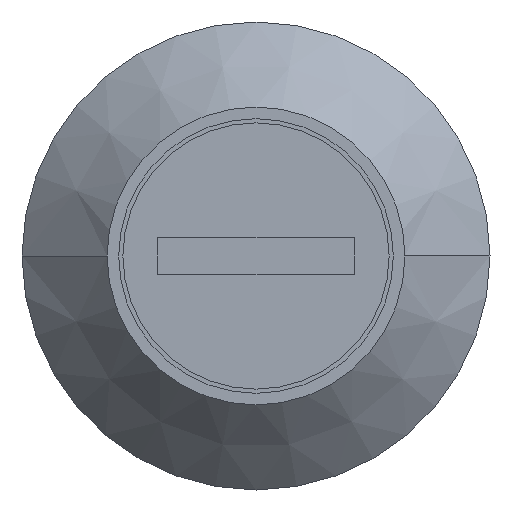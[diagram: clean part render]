
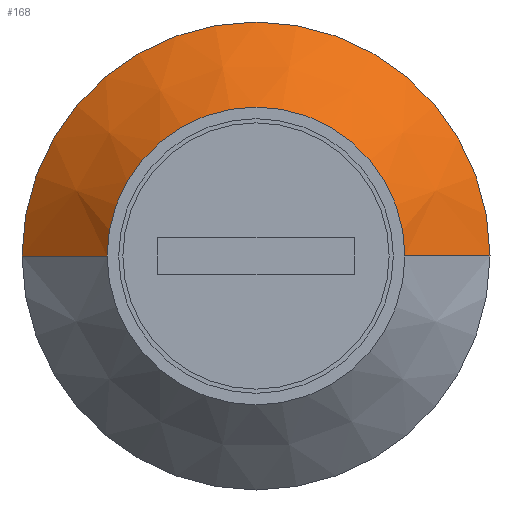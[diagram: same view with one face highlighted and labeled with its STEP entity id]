
A CAD part, left-side view. The second image highlights one B-rep face of the part: STEP entity #168.
In plain terms, the highlighted conical face has half-angle 45 degrees and reference radius 11 mm.
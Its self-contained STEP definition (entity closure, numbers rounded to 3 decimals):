
#168 = ADVANCED_FACE ( 'NONE', ( #204 ), #316, .T. ) ;
#204 = FACE_OUTER_BOUND ( 'NONE', #8802, .T. ) ;
#316 = CONICAL_SURFACE ( 'NONE', #8449, 11., 0.785 ) ;
#330 = CIRCLE ( 'NONE', #6132, 7. ) ;
#860 = VERTEX_POINT ( 'NONE', #1445 ) ;
#949 = EDGE_CURVE ( 'NONE', #860, #3127, #10122, .T. ) ;
#991 = CARTESIAN_POINT ( 'NONE',  ( -24.4, 0., 0. ) ) ;
#1172 = VECTOR ( 'NONE', #1607, 1000. ) ;
#1238 = CARTESIAN_POINT ( 'NONE',  ( -28.4, -7., 0. ) ) ;
#1331 = DIRECTION ( 'NONE',  ( 1., 0., 0. ) ) ;
#1394 = EDGE_CURVE ( 'NONE', #5924, #860, #7991, .T. ) ;
#1445 = CARTESIAN_POINT ( 'NONE',  ( -24.4, 11., 0. ) ) ;
#1607 = DIRECTION ( 'NONE',  ( 0.707, 0.707, 0. ) ) ;
#1609 = CARTESIAN_POINT ( 'NONE',  ( -24.4, -11., 0. ) ) ;
#1822 = DIRECTION ( 'NONE',  ( 0., 1., 0. ) ) ;
#2398 = ORIENTED_EDGE ( 'NONE', *, *, #1394, .F. ) ;
#2705 = VERTEX_POINT ( 'NONE', #1238 ) ;
#2940 = ORIENTED_EDGE ( 'NONE', *, *, #949, .F. ) ;
#3085 = ORIENTED_EDGE ( 'NONE', *, *, #4429, .T. ) ;
#3127 = VERTEX_POINT ( 'NONE', #9226 ) ;
#3322 = DIRECTION ( 'NONE',  ( 0.707, -0.707, 0. ) ) ;
#3497 = VECTOR ( 'NONE', #3322, 1000. ) ;
#3767 = DIRECTION ( 'NONE',  ( 0., 1., 0. ) ) ;
#3807 = AXIS2_PLACEMENT_3D ( 'NONE', #4593, #1331, #3767 ) ;
#4132 = CARTESIAN_POINT ( 'NONE',  ( -24.4, 11., 0. ) ) ;
#4143 = DIRECTION ( 'NONE',  ( 0., 1., 0. ) ) ;
#4370 = EDGE_CURVE ( 'NONE', #2705, #3127, #8717, .T. ) ;
#4429 = EDGE_CURVE ( 'NONE', #5924, #2705, #330, .T. ) ;
#4593 = CARTESIAN_POINT ( 'NONE',  ( -24.4, 0., 0. ) ) ;
#4756 = ORIENTED_EDGE ( 'NONE', *, *, #4370, .T. ) ;
#5924 = VERTEX_POINT ( 'NONE', #8672 ) ;
#6132 = AXIS2_PLACEMENT_3D ( 'NONE', #8045, #8928, #1822 ) ;
#7991 = LINE ( 'NONE', #4132, #1172 ) ;
#8045 = CARTESIAN_POINT ( 'NONE',  ( -28.4, 0., 0. ) ) ;
#8449 = AXIS2_PLACEMENT_3D ( 'NONE', #991, #9823, #4143 ) ;
#8672 = CARTESIAN_POINT ( 'NONE',  ( -28.4, 7., 0. ) ) ;
#8717 = LINE ( 'NONE', #1609, #3497 ) ;
#8802 = EDGE_LOOP ( 'NONE', ( #3085, #4756, #2940, #2398 ) ) ;
#8928 = DIRECTION ( 'NONE',  ( 1., 0., 0. ) ) ;
#9226 = CARTESIAN_POINT ( 'NONE',  ( -24.4, -11., 0. ) ) ;
#9823 = DIRECTION ( 'NONE',  ( 1., 0., 0. ) ) ;
#10122 = CIRCLE ( 'NONE', #3807, 11. ) ;
